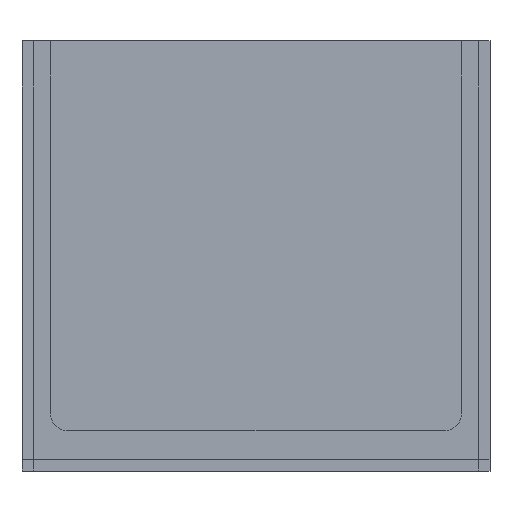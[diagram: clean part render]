
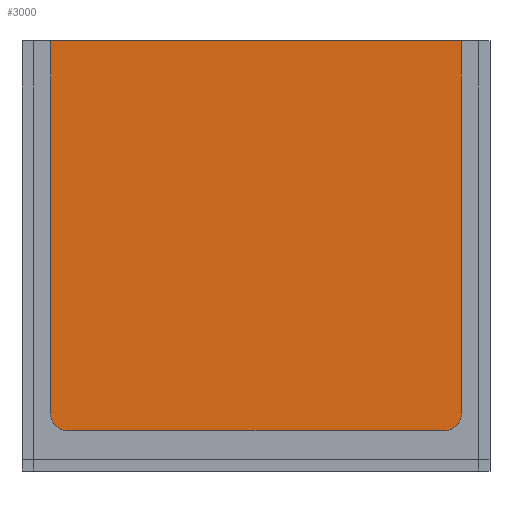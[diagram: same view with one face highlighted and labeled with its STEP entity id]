
A CAD part, front view. The second image highlights one B-rep face of the part: STEP entity #3000.
In plain terms, the highlighted planar face has unit normal (0, -1, 0).
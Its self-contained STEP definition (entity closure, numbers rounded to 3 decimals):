
#942 = PLANE('',#943);
#943 = AXIS2_PLACEMENT_3D('',#944,#945,#946);
#944 = CARTESIAN_POINT('',(79.6,12.2,75.));
#945 = DIRECTION('',(-1.,0.,0.));
#946 = DIRECTION('',(0.,-1.,0.));
#975 = CYLINDRICAL_SURFACE('',#976,6.);
#976 = AXIS2_PLACEMENT_3D('',#977,#978,#979);
#977 = CARTESIAN_POINT('',(73.6,12.2,8.));
#978 = DIRECTION('',(0.,-1.,0.));
#979 = DIRECTION('',(0.,0.,-1.));
#1003 = PLANE('',#1004);
#1004 = AXIS2_PLACEMENT_3D('',#1005,#1006,#1007);
#1005 = CARTESIAN_POINT('',(40.8,7.1,2.));
#1006 = DIRECTION('',(0.,0.,-1.));
#1007 = DIRECTION('',(0.,-1.,0.));
#1036 = CYLINDRICAL_SURFACE('',#1037,6.);
#1037 = AXIS2_PLACEMENT_3D('',#1038,#1039,#1040);
#1038 = CARTESIAN_POINT('',(8.,2.,8.));
#1039 = DIRECTION('',(0.,1.,0.));
#1040 = DIRECTION('',(-1.,0.,0.));
#1062 = PLANE('',#1063);
#1063 = AXIS2_PLACEMENT_3D('',#1064,#1065,#1066);
#1064 = CARTESIAN_POINT('',(2.,2.,75.));
#1065 = DIRECTION('',(1.,0.,0.));
#1066 = DIRECTION('',(0.,1.,0.));
#1134 = VERTEX_POINT('',#1135);
#1135 = CARTESIAN_POINT('',(79.6,12.2,75.));
#1149 = PLANE('',#1150);
#1150 = AXIS2_PLACEMENT_3D('',#1151,#1152,#1153);
#1151 = CARTESIAN_POINT('',(40.8,7.1,75.));
#1152 = DIRECTION('',(0.,0.,1.));
#1153 = DIRECTION('',(1.,0.,0.));
#1601 = VERTEX_POINT('',#1602);
#1602 = CARTESIAN_POINT('',(2.,12.2,75.));
#1701 = EDGE_CURVE('',#1134,#1702,#1704,.T.);
#1702 = VERTEX_POINT('',#1703);
#1703 = CARTESIAN_POINT('',(79.6,12.2,8.));
#1704 = SURFACE_CURVE('',#1705,(#1709,#1716),.PCURVE_S1.);
#1705 = LINE('',#1706,#1707);
#1706 = CARTESIAN_POINT('',(79.6,12.2,75.));
#1707 = VECTOR('',#1708,1.);
#1708 = DIRECTION('',(-0.,-0.,-1.));
#1709 = PCURVE('',#942,#1710);
#1710 = DEFINITIONAL_REPRESENTATION('',(#1711),#1715);
#1711 = LINE('',#1712,#1713);
#1712 = CARTESIAN_POINT('',(0.,0.));
#1713 = VECTOR('',#1714,1.);
#1714 = DIRECTION('',(0.,-1.));
#1715 = ( GEOMETRIC_REPRESENTATION_CONTEXT(2) 
PARAMETRIC_REPRESENTATION_CONTEXT() REPRESENTATION_CONTEXT('2D SPACE',''
  ) );
#1716 = PCURVE('',#1717,#1722);
#1717 = PLANE('',#1718);
#1718 = AXIS2_PLACEMENT_3D('',#1719,#1720,#1721);
#1719 = CARTESIAN_POINT('',(2.,12.2,75.));
#1720 = DIRECTION('',(0.,-1.,0.));
#1721 = DIRECTION('',(1.,0.,0.));
#1722 = DEFINITIONAL_REPRESENTATION('',(#1723),#1727);
#1723 = LINE('',#1724,#1725);
#1724 = CARTESIAN_POINT('',(77.6,0.));
#1725 = VECTOR('',#1726,1.);
#1726 = DIRECTION('',(0.,-1.));
#1727 = ( GEOMETRIC_REPRESENTATION_CONTEXT(2) 
PARAMETRIC_REPRESENTATION_CONTEXT() REPRESENTATION_CONTEXT('2D SPACE',''
  ) );
#1755 = EDGE_CURVE('',#1756,#1702,#1758,.T.);
#1756 = VERTEX_POINT('',#1757);
#1757 = CARTESIAN_POINT('',(73.6,12.2,2.));
#1758 = SURFACE_CURVE('',#1759,(#1764,#1771),.PCURVE_S1.);
#1759 = CIRCLE('',#1760,6.);
#1760 = AXIS2_PLACEMENT_3D('',#1761,#1762,#1763);
#1761 = CARTESIAN_POINT('',(73.6,12.2,8.));
#1762 = DIRECTION('',(0.,-1.,0.));
#1763 = DIRECTION('',(0.,-0.,-1.));
#1764 = PCURVE('',#975,#1765);
#1765 = DEFINITIONAL_REPRESENTATION('',(#1766),#1770);
#1766 = LINE('',#1767,#1768);
#1767 = CARTESIAN_POINT('',(0.,0.));
#1768 = VECTOR('',#1769,1.);
#1769 = DIRECTION('',(1.,0.));
#1770 = ( GEOMETRIC_REPRESENTATION_CONTEXT(2) 
PARAMETRIC_REPRESENTATION_CONTEXT() REPRESENTATION_CONTEXT('2D SPACE',''
  ) );
#1771 = PCURVE('',#1717,#1772);
#1772 = DEFINITIONAL_REPRESENTATION('',(#1773),#1777);
#1773 = CIRCLE('',#1774,6.);
#1774 = AXIS2_PLACEMENT_2D('',#1775,#1776);
#1775 = CARTESIAN_POINT('',(71.6,-67.));
#1776 = DIRECTION('',(0.,-1.));
#1777 = ( GEOMETRIC_REPRESENTATION_CONTEXT(2) 
PARAMETRIC_REPRESENTATION_CONTEXT() REPRESENTATION_CONTEXT('2D SPACE',''
  ) );
#1805 = EDGE_CURVE('',#1806,#1756,#1808,.T.);
#1806 = VERTEX_POINT('',#1807);
#1807 = CARTESIAN_POINT('',(8.,12.2,2.));
#1808 = SURFACE_CURVE('',#1809,(#1813,#1820),.PCURVE_S1.);
#1809 = LINE('',#1810,#1811);
#1810 = CARTESIAN_POINT('',(2.,12.2,2.));
#1811 = VECTOR('',#1812,1.);
#1812 = DIRECTION('',(1.,0.,0.));
#1813 = PCURVE('',#1003,#1814);
#1814 = DEFINITIONAL_REPRESENTATION('',(#1815),#1819);
#1815 = LINE('',#1816,#1817);
#1816 = CARTESIAN_POINT('',(-5.1,38.8));
#1817 = VECTOR('',#1818,1.);
#1818 = DIRECTION('',(0.,-1.));
#1819 = ( GEOMETRIC_REPRESENTATION_CONTEXT(2) 
PARAMETRIC_REPRESENTATION_CONTEXT() REPRESENTATION_CONTEXT('2D SPACE',''
  ) );
#1820 = PCURVE('',#1717,#1821);
#1821 = DEFINITIONAL_REPRESENTATION('',(#1822),#1826);
#1822 = LINE('',#1823,#1824);
#1823 = CARTESIAN_POINT('',(0.,-73.));
#1824 = VECTOR('',#1825,1.);
#1825 = DIRECTION('',(1.,0.));
#1826 = ( GEOMETRIC_REPRESENTATION_CONTEXT(2) 
PARAMETRIC_REPRESENTATION_CONTEXT() REPRESENTATION_CONTEXT('2D SPACE',''
  ) );
#1956 = EDGE_CURVE('',#1957,#1806,#1959,.T.);
#1957 = VERTEX_POINT('',#1958);
#1958 = CARTESIAN_POINT('',(2.,12.2,8.));
#1959 = SURFACE_CURVE('',#1960,(#1965,#1972),.PCURVE_S1.);
#1960 = CIRCLE('',#1961,6.);
#1961 = AXIS2_PLACEMENT_3D('',#1962,#1963,#1964);
#1962 = CARTESIAN_POINT('',(8.,12.2,8.));
#1963 = DIRECTION('',(-0.,-1.,0.));
#1964 = DIRECTION('',(0.,-0.,1.));
#1965 = PCURVE('',#1036,#1966);
#1966 = DEFINITIONAL_REPRESENTATION('',(#1967),#1971);
#1967 = LINE('',#1968,#1969);
#1968 = CARTESIAN_POINT('',(1.571,10.2));
#1969 = VECTOR('',#1970,1.);
#1970 = DIRECTION('',(-1.,0.));
#1971 = ( GEOMETRIC_REPRESENTATION_CONTEXT(2) 
PARAMETRIC_REPRESENTATION_CONTEXT() REPRESENTATION_CONTEXT('2D SPACE',''
  ) );
#1972 = PCURVE('',#1717,#1973);
#1973 = DEFINITIONAL_REPRESENTATION('',(#1974),#1978);
#1974 = CIRCLE('',#1975,6.);
#1975 = AXIS2_PLACEMENT_2D('',#1976,#1977);
#1976 = CARTESIAN_POINT('',(6.,-67.));
#1977 = DIRECTION('',(0.,1.));
#1978 = ( GEOMETRIC_REPRESENTATION_CONTEXT(2) 
PARAMETRIC_REPRESENTATION_CONTEXT() REPRESENTATION_CONTEXT('2D SPACE',''
  ) );
#2006 = EDGE_CURVE('',#1601,#1957,#2007,.T.);
#2007 = SURFACE_CURVE('',#2008,(#2012,#2019),.PCURVE_S1.);
#2008 = LINE('',#2009,#2010);
#2009 = CARTESIAN_POINT('',(2.,12.2,75.));
#2010 = VECTOR('',#2011,1.);
#2011 = DIRECTION('',(-0.,-0.,-1.));
#2012 = PCURVE('',#1062,#2013);
#2013 = DEFINITIONAL_REPRESENTATION('',(#2014),#2018);
#2014 = LINE('',#2015,#2016);
#2015 = CARTESIAN_POINT('',(10.2,0.));
#2016 = VECTOR('',#2017,1.);
#2017 = DIRECTION('',(0.,-1.));
#2018 = ( GEOMETRIC_REPRESENTATION_CONTEXT(2) 
PARAMETRIC_REPRESENTATION_CONTEXT() REPRESENTATION_CONTEXT('2D SPACE',''
  ) );
#2019 = PCURVE('',#1717,#2020);
#2020 = DEFINITIONAL_REPRESENTATION('',(#2021),#2025);
#2021 = LINE('',#2022,#2023);
#2022 = CARTESIAN_POINT('',(0.,0.));
#2023 = VECTOR('',#2024,1.);
#2024 = DIRECTION('',(0.,-1.));
#2025 = ( GEOMETRIC_REPRESENTATION_CONTEXT(2) 
PARAMETRIC_REPRESENTATION_CONTEXT() REPRESENTATION_CONTEXT('2D SPACE',''
  ) );
#2059 = EDGE_CURVE('',#1601,#1134,#2060,.T.);
#2060 = SURFACE_CURVE('',#2061,(#2065,#2072),.PCURVE_S1.);
#2061 = LINE('',#2062,#2063);
#2062 = CARTESIAN_POINT('',(2.,12.2,75.));
#2063 = VECTOR('',#2064,1.);
#2064 = DIRECTION('',(1.,0.,0.));
#2065 = PCURVE('',#1149,#2066);
#2066 = DEFINITIONAL_REPRESENTATION('',(#2067),#2071);
#2067 = LINE('',#2068,#2069);
#2068 = CARTESIAN_POINT('',(-38.8,5.1));
#2069 = VECTOR('',#2070,1.);
#2070 = DIRECTION('',(1.,0.));
#2071 = ( GEOMETRIC_REPRESENTATION_CONTEXT(2) 
PARAMETRIC_REPRESENTATION_CONTEXT() REPRESENTATION_CONTEXT('2D SPACE',''
  ) );
#2072 = PCURVE('',#1717,#2073);
#2073 = DEFINITIONAL_REPRESENTATION('',(#2074),#2078);
#2074 = LINE('',#2075,#2076);
#2075 = CARTESIAN_POINT('',(0.,0.));
#2076 = VECTOR('',#2077,1.);
#2077 = DIRECTION('',(1.,0.));
#2078 = ( GEOMETRIC_REPRESENTATION_CONTEXT(2) 
PARAMETRIC_REPRESENTATION_CONTEXT() REPRESENTATION_CONTEXT('2D SPACE',''
  ) );
#3000 = ADVANCED_FACE('',(#3001),#1717,.T.);
#3001 = FACE_BOUND('',#3002,.T.);
#3002 = EDGE_LOOP('',(#3003,#3004,#3005,#3006,#3007,#3008));
#3003 = ORIENTED_EDGE('',*,*,#2006,.T.);
#3004 = ORIENTED_EDGE('',*,*,#1956,.T.);
#3005 = ORIENTED_EDGE('',*,*,#1805,.T.);
#3006 = ORIENTED_EDGE('',*,*,#1755,.T.);
#3007 = ORIENTED_EDGE('',*,*,#1701,.F.);
#3008 = ORIENTED_EDGE('',*,*,#2059,.F.);
